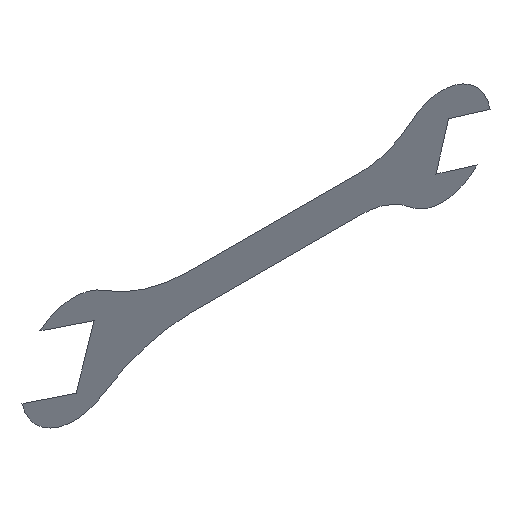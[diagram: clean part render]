
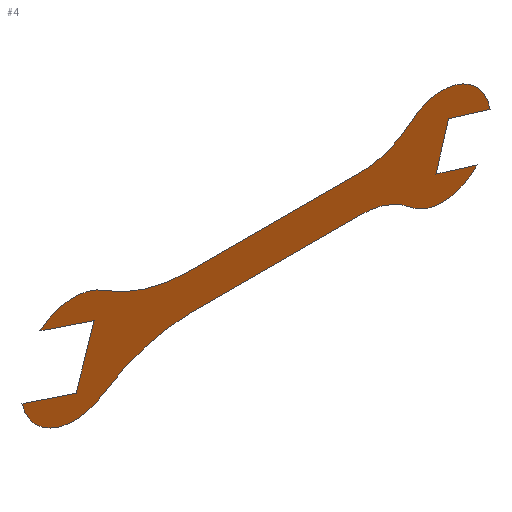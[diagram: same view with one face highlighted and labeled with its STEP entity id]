
A CAD part, isometric view. The second image highlights one B-rep face of the part: STEP entity #4.
In plain terms, the highlighted planar face has unit normal (0, 1, 0).
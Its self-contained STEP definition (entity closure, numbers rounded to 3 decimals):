
#1 = AXIS2_PLACEMENT_3D ( 'NONE', #143, #35, #86 ) ;
#4 = ADVANCED_FACE ( 'NONE', ( #140 ), #41, .F. ) ;
#10 = DIRECTION ( 'NONE',  ( 0., 0., -1. ) ) ;
#11 = DIRECTION ( 'NONE',  ( 0., 1., 0. ) ) ;
#12 = EDGE_CURVE ( 'NONE', #139, #228, #95, .T. ) ;
#13 = VERTEX_POINT ( 'NONE', #43 ) ;
#15 = ORIENTED_EDGE ( 'NONE', *, *, #232, .T. ) ;
#18 = LINE ( 'NONE', #182, #125 ) ;
#19 = DIRECTION ( 'NONE',  ( -0.949, 0., 0.316 ) ) ;
#20 = EDGE_CURVE ( 'NONE', #154, #215, #76, .T. ) ;
#24 = CIRCLE ( 'NONE', #176, 23. ) ;
#26 = CARTESIAN_POINT ( 'NONE',  ( 120.495, 10., -10.006 ) ) ;
#29 = VERTEX_POINT ( 'NONE', #96 ) ;
#30 = VERTEX_POINT ( 'NONE', #60 ) ;
#31 = CARTESIAN_POINT ( 'NONE',  ( 100.576, 10., -11.02 ) ) ;
#32 = VECTOR ( 'NONE', #229, 1000. ) ;
#33 = VERTEX_POINT ( 'NONE', #152 ) ;
#34 = CARTESIAN_POINT ( 'NONE',  ( 85.628, 10., -5.5 ) ) ;
#35 = DIRECTION ( 'NONE',  ( 0., 1., 0. ) ) ;
#36 = CARTESIAN_POINT ( 'NONE',  ( 108.147, 10., -6.23 ) ) ;
#41 = PLANE ( 'NONE',  #190 ) ;
#42 = EDGE_CURVE ( 'NONE', #46, #104, #160, .T. ) ;
#43 = CARTESIAN_POINT ( 'NONE',  ( 34.825, 10., -5.5 ) ) ;
#45 = ORIENTED_EDGE ( 'NONE', *, *, #90, .T. ) ;
#46 = VERTEX_POINT ( 'NONE', #171 ) ;
#48 = LINE ( 'NONE', #126, #62 ) ;
#49 = CARTESIAN_POINT ( 'NONE',  ( 34.825, 10., -52.5 ) ) ;
#52 = AXIS2_PLACEMENT_3D ( 'NONE', #137, #189, #150 ) ;
#55 = AXIS2_PLACEMENT_3D ( 'NONE', #120, #214, #122 ) ;
#59 = LINE ( 'NONE', #210, #83 ) ;
#60 = CARTESIAN_POINT ( 'NONE',  ( 34.825, 10., 5.5 ) ) ;
#62 = VECTOR ( 'NONE', #158, 1000. ) ;
#63 = VERTEX_POINT ( 'NONE', #224 ) ;
#64 = EDGE_CURVE ( 'NONE', #212, #154, #59, .T. ) ;
#65 = ORIENTED_EDGE ( 'NONE', *, *, #131, .T. ) ;
#66 = VERTEX_POINT ( 'NONE', #209 ) ;
#70 = DIRECTION ( 'NONE',  ( 0., 0., -1. ) ) ;
#71 = CIRCLE ( 'NONE', #135, 14.5 ) ;
#72 = CARTESIAN_POINT ( 'NONE',  ( -10.172, 10., 12.35 ) ) ;
#75 = DIRECTION ( 'NONE',  ( 0., 0., -1. ) ) ;
#76 = LINE ( 'NONE', #94, #132 ) ;
#77 = ORIENTED_EDGE ( 'NONE', *, *, #180, .T. ) ;
#79 = ORIENTED_EDGE ( 'NONE', *, *, #148, .T. ) ;
#80 = DIRECTION ( 'NONE',  ( 0., -1., 0. ) ) ;
#81 = EDGE_CURVE ( 'NONE', #63, #33, #115, .T. ) ;
#82 = ORIENTED_EDGE ( 'NONE', *, *, #151, .T. ) ;
#83 = VECTOR ( 'NONE', #136, 1000. ) ;
#86 = DIRECTION ( 'NONE',  ( 0., 0., 1. ) ) ;
#87 = CARTESIAN_POINT ( 'NONE',  ( 6.019, 10., 6.953 ) ) ;
#90 = EDGE_CURVE ( 'NONE', #215, #139, #201, .T. ) ;
#92 = VECTOR ( 'NONE', #173, 1000. ) ;
#94 = CARTESIAN_POINT ( 'NONE',  ( 0.643, 10., -9.174 ) ) ;
#95 = CIRCLE ( 'NONE', #230, 16. ) ;
#96 = CARTESIAN_POINT ( 'NONE',  ( 85.628, 10., -5.5 ) ) ;
#97 = DIRECTION ( 'NONE',  ( 0.316, 0., 0.949 ) ) ;
#98 = ORIENTED_EDGE ( 'NONE', *, *, #81, .T. ) ;
#99 = VERTEX_POINT ( 'NONE', #231 ) ;
#100 = LINE ( 'NONE', #34, #32 ) ;
#101 = CIRCLE ( 'NONE', #1, 16. ) ;
#103 = CARTESIAN_POINT ( 'NONE',  ( 34.825, 10., 52.5 ) ) ;
#104 = VERTEX_POINT ( 'NONE', #128 ) ;
#105 = DIRECTION ( 'NONE',  ( 0., 0., -1. ) ) ;
#106 = EDGE_CURVE ( 'NONE', #33, #194, #71, .T. ) ;
#107 = DIRECTION ( 'NONE',  ( 0., -1., 0. ) ) ;
#113 = AXIS2_PLACEMENT_3D ( 'NONE', #103, #80, #217 ) ;
#115 = LINE ( 'NONE', #26, #92 ) ;
#117 = CARTESIAN_POINT ( 'NONE',  ( 85.628, 10., -28.5 ) ) ;
#119 = ORIENTED_EDGE ( 'NONE', *, *, #124, .T. ) ;
#120 = CARTESIAN_POINT ( 'NONE',  ( 110., 10., 0. ) ) ;
#121 = EDGE_LOOP ( 'NONE', ( #196, #175, #119, #79, #159, #174, #45, #156, #179, #77, #227, #15, #82, #65, #98, #193 ) ) ;
#122 = DIRECTION ( 'NONE',  ( 0., 0., -1. ) ) ;
#123 = CARTESIAN_POINT ( 'NONE',  ( 6.019, 10., 6.953 ) ) ;
#124 = EDGE_CURVE ( 'NONE', #13, #66, #169, .T. ) ;
#125 = VECTOR ( 'NONE', #141, 1000. ) ;
#126 = CARTESIAN_POINT ( 'NONE',  ( 85.628, 10., 5.5 ) ) ;
#128 = CARTESIAN_POINT ( 'NONE',  ( 100.576, 10., 11.02 ) ) ;
#131 = EDGE_CURVE ( 'NONE', #99, #63, #163, .T. ) ;
#132 = VECTOR ( 'NONE', #97, 1000. ) ;
#135 = AXIS2_PLACEMENT_3D ( 'NONE', #199, #220, #105 ) ;
#136 = DIRECTION ( 'NONE',  ( 0.949, 0., -0.316 ) ) ;
#137 = CARTESIAN_POINT ( 'NONE',  ( 85.628, 10., 28.5 ) ) ;
#138 = EDGE_CURVE ( 'NONE', #194, #29, #24, .T. ) ;
#139 = VERTEX_POINT ( 'NONE', #72 ) ;
#140 = FACE_OUTER_BOUND ( 'NONE', #121, .T. ) ;
#141 = DIRECTION ( 'NONE',  ( -0.956, 0., 0.292 ) ) ;
#143 = CARTESIAN_POINT ( 'NONE',  ( 0., 10., 0. ) ) ;
#148 = EDGE_CURVE ( 'NONE', #66, #212, #101, .T. ) ;
#150 = DIRECTION ( 'NONE',  ( 0., 0., 1. ) ) ;
#151 = EDGE_CURVE ( 'NONE', #213, #99, #18, .T. ) ;
#152 = CARTESIAN_POINT ( 'NONE',  ( 120.495, 10., -10.006 ) ) ;
#154 = VERTEX_POINT ( 'NONE', #218 ) ;
#155 = CIRCLE ( 'NONE', #55, 14.5 ) ;
#156 = ORIENTED_EDGE ( 'NONE', *, *, #12, .T. ) ;
#157 = CARTESIAN_POINT ( 'NONE',  ( 124.296, 10., 2.426 ) ) ;
#158 = DIRECTION ( 'NONE',  ( 1., 0., 0. ) ) ;
#159 = ORIENTED_EDGE ( 'NONE', *, *, #64, .T. ) ;
#160 = CIRCLE ( 'NONE', #52, 23. ) ;
#162 = CARTESIAN_POINT ( 'NONE',  ( 85.628, 10., -28.5 ) ) ;
#163 = LINE ( 'NONE', #36, #208 ) ;
#165 = CIRCLE ( 'NONE', #113, 47. ) ;
#169 = CIRCLE ( 'NONE', #226, 47. ) ;
#171 = CARTESIAN_POINT ( 'NONE',  ( 85.628, 10., 5.5 ) ) ;
#173 = DIRECTION ( 'NONE',  ( 0.956, 0., -0.292 ) ) ;
#174 = ORIENTED_EDGE ( 'NONE', *, *, #20, .T. ) ;
#175 = ORIENTED_EDGE ( 'NONE', *, *, #197, .T. ) ;
#176 = AXIS2_PLACEMENT_3D ( 'NONE', #162, #107, #183 ) ;
#177 = CARTESIAN_POINT ( 'NONE',  ( 8.844, 10., 13.333 ) ) ;
#178 = CARTESIAN_POINT ( 'NONE',  ( -15.548, 10., -3.777 ) ) ;
#179 = ORIENTED_EDGE ( 'NONE', *, *, #211, .T. ) ;
#180 = EDGE_CURVE ( 'NONE', #30, #46, #48, .T. ) ;
#182 = CARTESIAN_POINT ( 'NONE',  ( 124.296, 10., 2.426 ) ) ;
#183 = DIRECTION ( 'NONE',  ( 0., 0., -1. ) ) ;
#189 = DIRECTION ( 'NONE',  ( 0., -1., 0. ) ) ;
#190 = AXIS2_PLACEMENT_3D ( 'NONE', #117, #192, #10 ) ;
#192 = DIRECTION ( 'NONE',  ( 0., -1., 0. ) ) ;
#193 = ORIENTED_EDGE ( 'NONE', *, *, #106, .T. ) ;
#194 = VERTEX_POINT ( 'NONE', #31 ) ;
#196 = ORIENTED_EDGE ( 'NONE', *, *, #138, .T. ) ;
#197 = EDGE_CURVE ( 'NONE', #29, #13, #100, .T. ) ;
#199 = CARTESIAN_POINT ( 'NONE',  ( 110., 10., 0. ) ) ;
#200 = DIRECTION ( 'NONE',  ( 0., -1., 0. ) ) ;
#201 = LINE ( 'NONE', #87, #219 ) ;
#208 = VECTOR ( 'NONE', #233, 1000. ) ;
#209 = CARTESIAN_POINT ( 'NONE',  ( 8.844, 10., -13.333 ) ) ;
#210 = CARTESIAN_POINT ( 'NONE',  ( -15.548, 10., -3.777 ) ) ;
#211 = EDGE_CURVE ( 'NONE', #228, #30, #165, .T. ) ;
#212 = VERTEX_POINT ( 'NONE', #178 ) ;
#213 = VERTEX_POINT ( 'NONE', #157 ) ;
#214 = DIRECTION ( 'NONE',  ( 0., 1., 0. ) ) ;
#215 = VERTEX_POINT ( 'NONE', #123 ) ;
#217 = DIRECTION ( 'NONE',  ( 0., 0., -1. ) ) ;
#218 = CARTESIAN_POINT ( 'NONE',  ( 0.643, 10., -9.174 ) ) ;
#219 = VECTOR ( 'NONE', #19, 1000. ) ;
#220 = DIRECTION ( 'NONE',  ( 0., 1., 0. ) ) ;
#224 = CARTESIAN_POINT ( 'NONE',  ( 108.147, 10., -6.23 ) ) ;
#225 = CARTESIAN_POINT ( 'NONE',  ( 0., 10., 0. ) ) ;
#226 = AXIS2_PLACEMENT_3D ( 'NONE', #49, #200, #70 ) ;
#227 = ORIENTED_EDGE ( 'NONE', *, *, #42, .T. ) ;
#228 = VERTEX_POINT ( 'NONE', #177 ) ;
#229 = DIRECTION ( 'NONE',  ( -1., 0., 0. ) ) ;
#230 = AXIS2_PLACEMENT_3D ( 'NONE', #225, #11, #75 ) ;
#231 = CARTESIAN_POINT ( 'NONE',  ( 111.947, 10., 6.202 ) ) ;
#232 = EDGE_CURVE ( 'NONE', #104, #213, #155, .T. ) ;
#233 = DIRECTION ( 'NONE',  ( -0.292, 0., -0.956 ) ) ;
